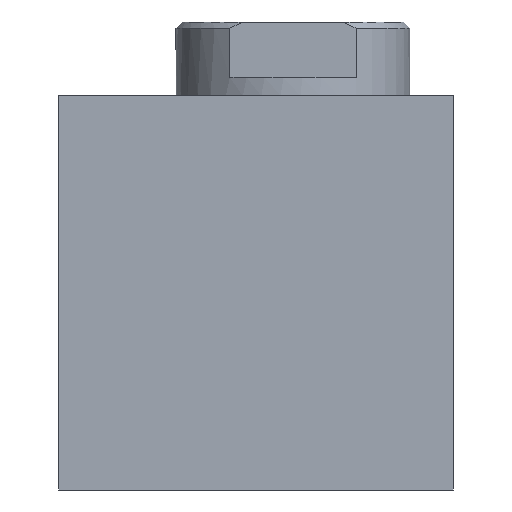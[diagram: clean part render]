
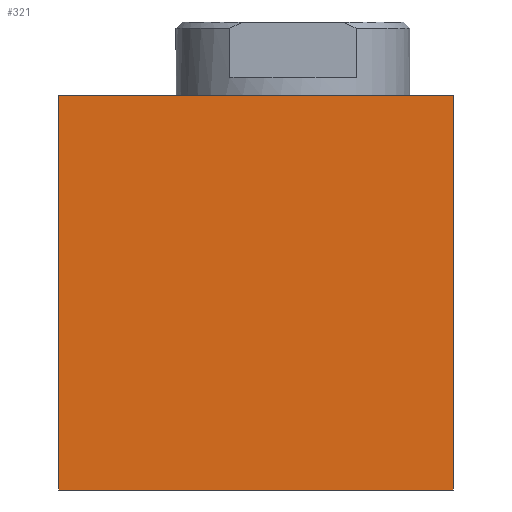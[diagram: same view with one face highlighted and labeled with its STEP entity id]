
A CAD part, left-side view. The second image highlights one B-rep face of the part: STEP entity #321.
In plain terms, the highlighted planar face has unit normal (-1, 0, 0).
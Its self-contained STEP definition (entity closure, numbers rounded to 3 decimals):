
#59=FACE_OUTER_BOUND('',#81,.T.);
#81=EDGE_LOOP('',(#251,#252,#253,#254));
#101=LINE('',#529,#121);
#103=LINE('',#533,#123);
#104=LINE('',#535,#124);
#105=LINE('',#536,#125);
#121=VECTOR('',#434,32.);
#123=VECTOR('',#438,32.);
#124=VECTOR('',#439,32.);
#125=VECTOR('',#440,32.);
#155=VERTEX_POINT('',#526);
#156=VERTEX_POINT('',#528);
#157=VERTEX_POINT('',#532);
#158=VERTEX_POINT('',#534);
#189=EDGE_CURVE('',#156,#155,#101,.T.);
#191=EDGE_CURVE('',#155,#157,#103,.T.);
#192=EDGE_CURVE('',#158,#157,#104,.T.);
#193=EDGE_CURVE('',#156,#158,#105,.T.);
#251=ORIENTED_EDGE('',*,*,#191,.T.);
#252=ORIENTED_EDGE('',*,*,#192,.F.);
#253=ORIENTED_EDGE('',*,*,#193,.F.);
#254=ORIENTED_EDGE('',*,*,#189,.T.);
#280=PLANE('',#357);
#321=ADVANCED_FACE('',(#59),#280,.T.);
#357=AXIS2_PLACEMENT_3D('',#531,#436,#437);
#434=DIRECTION('',(0.,0.,1.));
#436=DIRECTION('center_axis',(-1.,0.,0.));
#437=DIRECTION('ref_axis',(0.,0.,1.));
#438=DIRECTION('',(0.,1.,0.));
#439=DIRECTION('',(0.,0.,1.));
#440=DIRECTION('',(0.,1.,0.));
#526=CARTESIAN_POINT('',(-10.,-16.,32.));
#528=CARTESIAN_POINT('',(-10.,-16.,0.));
#529=CARTESIAN_POINT('',(-10.,-16.,0.));
#531=CARTESIAN_POINT('Origin',(-10.,-16.,0.));
#532=CARTESIAN_POINT('',(-10.,16.,32.));
#533=CARTESIAN_POINT('',(-10.,-16.,32.));
#534=CARTESIAN_POINT('',(-10.,16.,0.));
#535=CARTESIAN_POINT('',(-10.,16.,0.));
#536=CARTESIAN_POINT('',(-10.,-16.,0.));
